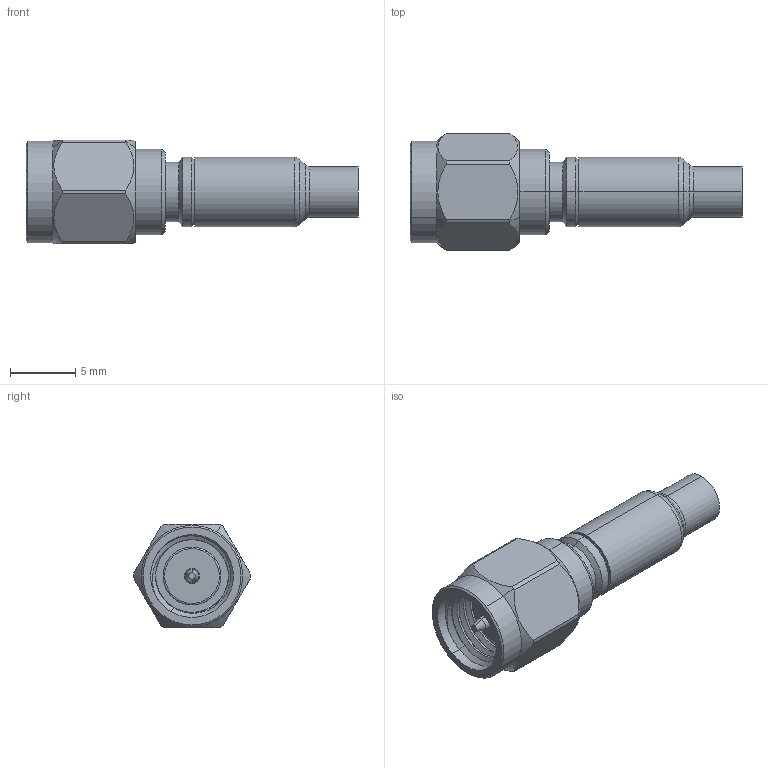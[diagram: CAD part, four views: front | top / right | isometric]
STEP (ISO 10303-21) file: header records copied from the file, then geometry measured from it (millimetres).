
FILE_DESCRIPTION (( 'STEP AP214' ), '1' );
FILE_NAME ('SC-100-SM_3D.step', '2024-07-26T17:14:20', ( '' ), ( '' ), 'SwSTEP 2.0', 'SolidWorks 2022', '' );
FILE_SCHEMA (( 'AUTOMOTIVE_DESIGN' ));
Length unit declared in the file: inch
Products named in the file (1): SC-100-SM_3D
Bounding box: 25.45 x 8.99 x 7.94 mm (x, y, z)
Volume: 596.1 mm3; surface area: 1318.5 mm2
Topology: 5 solids, 5 shells, 147 faces, 323 edges, 195 vertices
Faces by surface type: cylinder 67, cone 41, plane 26, torus 8, bspline 5
Entity records: 5373 total; most frequent: CARTESIAN_POINT 2066, DIRECTION 711, ORIENTED_EDGE 642, EDGE_CURVE 321, AXIS2_PLACEMENT_3D 299, VERTEX_POINT 195, EDGE_LOOP 166, CIRCLE 156
